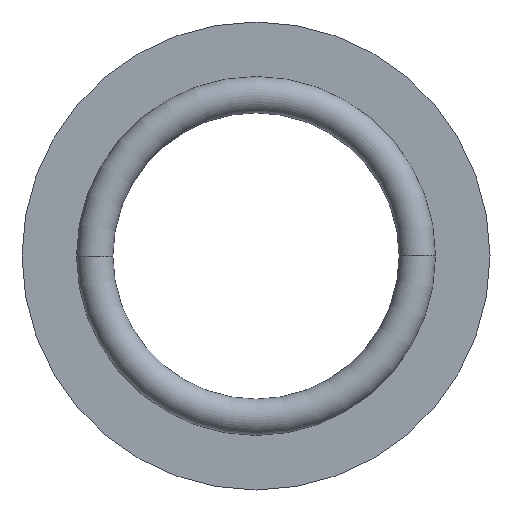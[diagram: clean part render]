
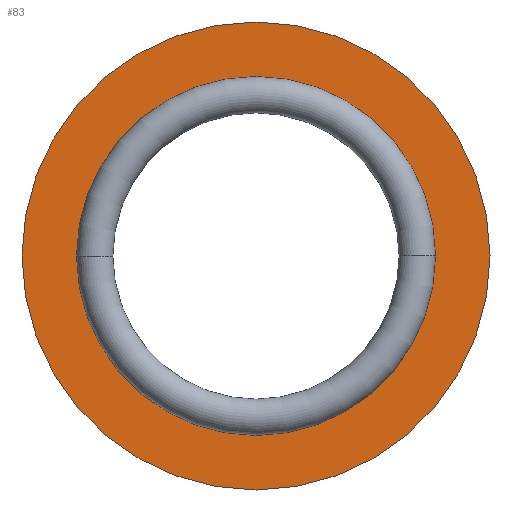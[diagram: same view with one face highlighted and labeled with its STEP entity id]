
A CAD part, left-side view. The second image highlights one B-rep face of the part: STEP entity #83.
In plain terms, the highlighted planar face has unit normal (-1, 0, 0).
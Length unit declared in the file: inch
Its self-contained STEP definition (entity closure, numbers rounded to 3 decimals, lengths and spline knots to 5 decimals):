
#22 = EDGE_CURVE ( 'NONE', #24, #544, #262, .T. ) ;
#24 = VERTEX_POINT ( 'NONE', #88 ) ;
#35 = CARTESIAN_POINT ( 'NONE',  ( 0.282, 0.3475, 0. ) ) ;
#54 = ORIENTED_EDGE ( 'NONE', *, *, #424, .F. ) ;
#56 = VERTEX_POINT ( 'NONE', #35 ) ;
#81 = CARTESIAN_POINT ( 'NONE',  ( 0.282, 0., 0. ) ) ;
#83 = ADVANCED_FACE ( 'NONE', ( #234, #125 ), #184, .F. ) ;
#88 = CARTESIAN_POINT ( 'NONE',  ( 0.282, 0.2665, 0. ) ) ;
#113 = VERTEX_POINT ( 'NONE', #265 ) ;
#125 = FACE_BOUND ( 'NONE', #418, .T. ) ;
#155 = DIRECTION ( 'NONE',  ( 0., 1., 0. ) ) ;
#184 = PLANE ( 'NONE',  #546 ) ;
#196 = DIRECTION ( 'NONE',  ( 1., 0., 0. ) ) ;
#205 = CARTESIAN_POINT ( 'NONE',  ( 0.282, -0.2665, 0. ) ) ;
#233 = CIRCLE ( 'NONE', #545, 0.2665 ) ;
#234 = FACE_OUTER_BOUND ( 'NONE', #634, .T. ) ;
#235 = DIRECTION ( 'NONE',  ( 1., 0., 0. ) ) ;
#262 = CIRCLE ( 'NONE', #329, 0.2665 ) ;
#265 = CARTESIAN_POINT ( 'NONE',  ( 0.282, -0.3475, 0. ) ) ;
#268 = DIRECTION ( 'NONE',  ( 0., 1., 0. ) ) ;
#279 = DIRECTION ( 'NONE',  ( 0., 1., 0. ) ) ;
#284 = DIRECTION ( 'NONE',  ( 0., 1., 0. ) ) ;
#329 = AXIS2_PLACEMENT_3D ( 'NONE', #331, #626, #279 ) ;
#331 = CARTESIAN_POINT ( 'NONE',  ( 0.282, 0., 0. ) ) ;
#345 = CIRCLE ( 'NONE', #525, 0.3475 ) ;
#359 = ORIENTED_EDGE ( 'NONE', *, *, #396, .F. ) ;
#396 = EDGE_CURVE ( 'NONE', #113, #56, #345, .T. ) ;
#407 = ORIENTED_EDGE ( 'NONE', *, *, #22, .F. ) ;
#418 = EDGE_LOOP ( 'NONE', ( #407, #530 ) ) ;
#424 = EDGE_CURVE ( 'NONE', #56, #113, #624, .T. ) ;
#489 = DIRECTION ( 'NONE',  ( 0., 1., 0. ) ) ;
#491 = DIRECTION ( 'NONE',  ( -1., 0., 0. ) ) ;
#525 = AXIS2_PLACEMENT_3D ( 'NONE', #539, #196, #489 ) ;
#530 = ORIENTED_EDGE ( 'NONE', *, *, #631, .F. ) ;
#539 = CARTESIAN_POINT ( 'NONE',  ( 0.282, 0., 0. ) ) ;
#544 = VERTEX_POINT ( 'NONE', #205 ) ;
#545 = AXIS2_PLACEMENT_3D ( 'NONE', #647, #491, #155 ) ;
#546 = AXIS2_PLACEMENT_3D ( 'NONE', #81, #618, #268 ) ;
#584 = CARTESIAN_POINT ( 'NONE',  ( 0.282, 0., 0. ) ) ;
#587 = AXIS2_PLACEMENT_3D ( 'NONE', #584, #235, #284 ) ;
#618 = DIRECTION ( 'NONE',  ( 1., 0., 0. ) ) ;
#624 = CIRCLE ( 'NONE', #587, 0.3475 ) ;
#626 = DIRECTION ( 'NONE',  ( -1., 0., 0. ) ) ;
#631 = EDGE_CURVE ( 'NONE', #544, #24, #233, .T. ) ;
#634 = EDGE_LOOP ( 'NONE', ( #359, #54 ) ) ;
#647 = CARTESIAN_POINT ( 'NONE',  ( 0.282, 0., 0. ) ) ;
